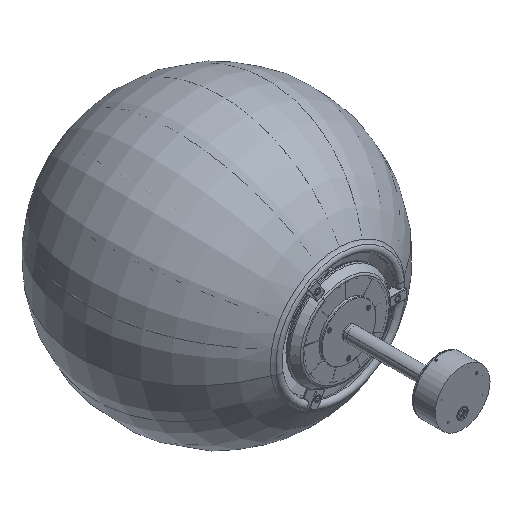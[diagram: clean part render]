
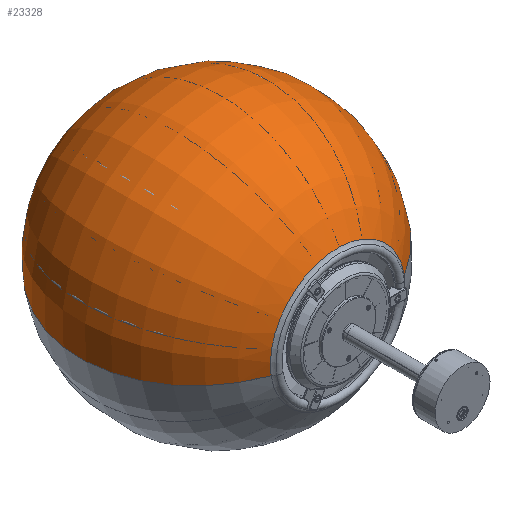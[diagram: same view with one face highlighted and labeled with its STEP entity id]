
A CAD part, isometric view. The second image highlights one B-rep face of the part: STEP entity #23328.
In plain terms, the highlighted toroidal (fillet/blend) face has major radius 1.194 mm and minor radius 305 mm.
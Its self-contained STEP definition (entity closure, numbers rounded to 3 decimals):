
#911 = DIRECTION ( 'NONE',  ( -1., 0., 0. ) ) ;
#3313 = ORIENTED_EDGE ( 'NONE', *, *, #5726, .F. ) ;
#4398 = AXIS2_PLACEMENT_3D ( 'NONE', #25454, #30570, #48929 ) ;
#5426 = VERTEX_POINT ( 'NONE', #14104 ) ;
#5726 = EDGE_CURVE ( 'NONE', #8893, #5426, #10572, .T. ) ;
#8893 = VERTEX_POINT ( 'NONE', #27722 ) ;
#10572 = CIRCLE ( 'NONE', #44245, 123.356 ) ;
#12945 = CIRCLE ( 'NONE', #35998, 148.321 ) ;
#13232 = CARTESIAN_POINT ( 'NONE',  ( -1.194, 3.174, 0. ) ) ;
#13536 = DIRECTION ( 'NONE',  ( 1., 0., 0. ) ) ;
#13743 = CARTESIAN_POINT ( 'NONE',  ( 148.321, 269.012, 0. ) ) ;
#14104 = CARTESIAN_POINT ( 'NONE',  ( 123.356, -275.236, 0. ) ) ;
#15012 = TOROIDAL_SURFACE ( 'NONE', #4398, -1.194, 305. ) ;
#18174 = CIRCLE ( 'NONE', #33557, 305. ) ;
#20977 = ORIENTED_EDGE ( 'NONE', *, *, #46116, .T. ) ;
#21620 = DIRECTION ( 'NONE',  ( -1., 0., 0. ) ) ;
#23328 = ADVANCED_FACE ( 'NONE', ( #42929 ), #15012, .F. ) ;
#25454 = CARTESIAN_POINT ( 'NONE',  ( 0., 3.174, 0. ) ) ;
#25570 = AXIS2_PLACEMENT_3D ( 'NONE', #46455, #41038, #911 ) ;
#27641 = ORIENTED_EDGE ( 'NONE', *, *, #47732, .T. ) ;
#27722 = CARTESIAN_POINT ( 'NONE',  ( -123.356, -275.236, 0. ) ) ;
#29027 = ORIENTED_EDGE ( 'NONE', *, *, #36944, .F. ) ;
#29432 = CARTESIAN_POINT ( 'NONE',  ( -148.321, 269.012, 0. ) ) ;
#30570 = DIRECTION ( 'NONE',  ( 0., 1., 0. ) ) ;
#31011 = EDGE_LOOP ( 'NONE', ( #29027, #3313, #27641, #20977 ) ) ;
#33557 = AXIS2_PLACEMENT_3D ( 'NONE', #13232, #41510, #13536 ) ;
#35998 = AXIS2_PLACEMENT_3D ( 'NONE', #54949, #41668, #37155 ) ;
#36944 = EDGE_CURVE ( 'NONE', #5426, #58829, #18174, .T. ) ;
#37155 = DIRECTION ( 'NONE',  ( -1., 0., 0. ) ) ;
#41038 = DIRECTION ( 'NONE',  ( 0., 0., -1. ) ) ;
#41510 = DIRECTION ( 'NONE',  ( 0., 0., 1. ) ) ;
#41668 = DIRECTION ( 'NONE',  ( 0., 1., 0. ) ) ;
#42929 = FACE_OUTER_BOUND ( 'NONE', #31011, .T. ) ;
#43861 = CIRCLE ( 'NONE', #25570, 305. ) ;
#44245 = AXIS2_PLACEMENT_3D ( 'NONE', #57760, #57167, #21620 ) ;
#46116 = EDGE_CURVE ( 'NONE', #56083, #58829, #12945, .T. ) ;
#46455 = CARTESIAN_POINT ( 'NONE',  ( 1.194, 3.174, 0. ) ) ;
#47732 = EDGE_CURVE ( 'NONE', #8893, #56083, #43861, .T. ) ;
#48929 = DIRECTION ( 'NONE',  ( -1., 0., 0. ) ) ;
#54949 = CARTESIAN_POINT ( 'NONE',  ( 0., 269.012, 0. ) ) ;
#56083 = VERTEX_POINT ( 'NONE', #29432 ) ;
#57167 = DIRECTION ( 'NONE',  ( 0., 1., 0. ) ) ;
#57760 = CARTESIAN_POINT ( 'NONE',  ( 0., -275.236, 0. ) ) ;
#58829 = VERTEX_POINT ( 'NONE', #13743 ) ;
